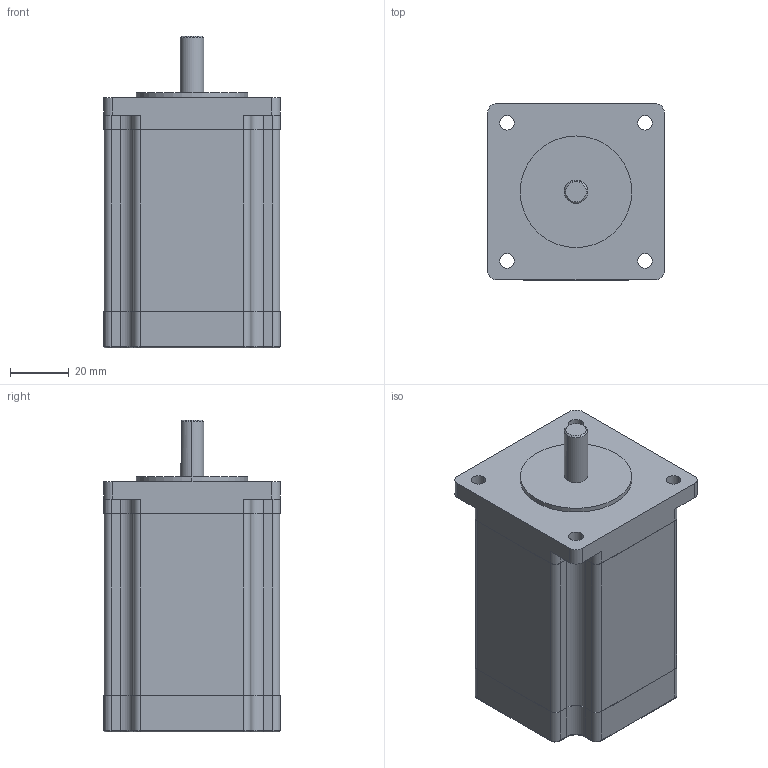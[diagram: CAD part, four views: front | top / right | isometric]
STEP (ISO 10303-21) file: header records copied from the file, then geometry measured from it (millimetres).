
FILE_DESCRIPTION(/* description */ ('Alibre Inc.'),/* implementation_level */ '2;1');
FILE_NAME(/* name */ 'export-022A299B-D293-4090-9612-19D82194EEC2',/* time_stamp */ '2025-12-17T15:09:29+01:00',/* author */ (''),/* organization */ (''),/* preprocessor_version */ 'ST-DEVELOPER v17',/* originating_system */ 'Alibre',/* authorisation */ '');
FILE_SCHEMA (('AUTOMOTIVE_DESIGN'));
Length unit declared in the file: millimetre
Products named in the file (1): D57CM31
Bounding box: 60.2 x 60.2 x 106.5 mm (x, y, z)
Volume: 278947.8 mm3; surface area: 27472.9 mm2
Topology: 1 solids, 1 shells, 130 faces, 342 edges, 219 vertices
Faces by surface type: cylinder 66, plane 49, torus 12, cone 3
Entity records: 4048 total; most frequent: CARTESIAN_POINT 703, DIRECTION 688, ORIENTED_EDGE 684, EDGE_CURVE 342, AXIS2_PLACEMENT_3D 279, VERTEX_POINT 219, VECTOR 191, LINE 191
